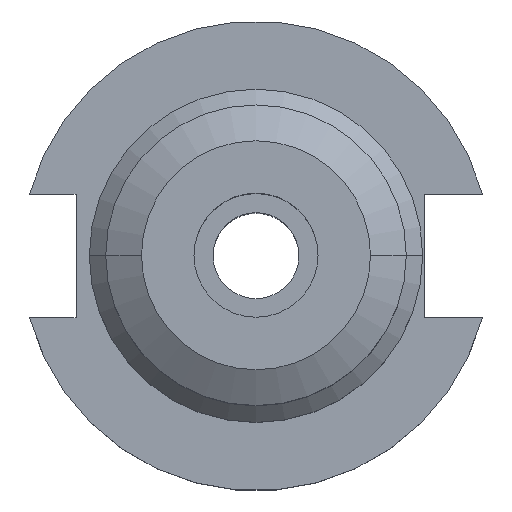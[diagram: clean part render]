
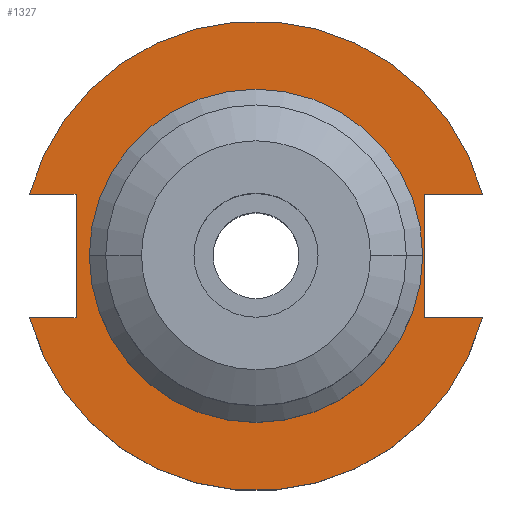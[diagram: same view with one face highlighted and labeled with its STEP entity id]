
A CAD part, top view. The second image highlights one B-rep face of the part: STEP entity #1327.
In plain terms, the highlighted planar face has unit normal (0, 0, 1).
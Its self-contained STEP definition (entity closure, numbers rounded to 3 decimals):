
#7 = EDGE_CURVE ( 'NONE', #260, #633, #1575, .T. ) ;
#17 = VERTEX_POINT ( 'NONE', #1642 ) ;
#49 = ORIENTED_EDGE ( 'NONE', *, *, #74, .F. ) ;
#74 = EDGE_CURVE ( 'NONE', #1778, #1460, #1970, .T. ) ;
#75 = DIRECTION ( 'NONE',  ( 0., 0., 1. ) ) ;
#100 = VERTEX_POINT ( 'NONE', #1093 ) ;
#130 = DIRECTION ( 'NONE',  ( 1., 0., 0. ) ) ;
#133 = CARTESIAN_POINT ( 'NONE',  ( 34.925, 0., 19.05 ) ) ;
#148 = EDGE_CURVE ( 'NONE', #100, #885, #463, .T. ) ;
#170 = CARTESIAN_POINT ( 'NONE',  ( 35.306, 12.954, 19.05 ) ) ;
#172 = ORIENTED_EDGE ( 'NONE', *, *, #299, .T. ) ;
#179 = CARTESIAN_POINT ( 'NONE',  ( 35.306, 12.954, 19.05 ) ) ;
#185 = AXIS2_PLACEMENT_3D ( 'NONE', #534, #75, #1942 ) ;
#192 = VECTOR ( 'NONE', #1286, 1000. ) ;
#194 = DIRECTION ( 'NONE',  ( 1., 0., 0. ) ) ;
#211 = AXIS2_PLACEMENT_3D ( 'NONE', #1197, #1984, #1210 ) ;
#217 = VECTOR ( 'NONE', #1540, 1000. ) ;
#224 = PLANE ( 'NONE',  #1288 ) ;
#251 = CARTESIAN_POINT ( 'NONE',  ( -37.719, -12.954, 19.05 ) ) ;
#260 = VERTEX_POINT ( 'NONE', #133 ) ;
#299 = EDGE_CURVE ( 'NONE', #1074, #17, #1675, .T. ) ;
#302 = CARTESIAN_POINT ( 'NONE',  ( -37.719, 12.954, 19.05 ) ) ;
#316 = ORIENTED_EDGE ( 'NONE', *, *, #7, .F. ) ;
#374 = CARTESIAN_POINT ( 'NONE',  ( -47.477, 12.954, 19.05 ) ) ;
#392 = ORIENTED_EDGE ( 'NONE', *, *, #608, .F. ) ;
#401 = DIRECTION ( 'NONE',  ( 1., 0., 0. ) ) ;
#463 = LINE ( 'NONE', #1202, #660 ) ;
#467 = EDGE_CURVE ( 'NONE', #1585, #885, #1750, .T. ) ;
#489 = EDGE_CURVE ( 'NONE', #633, #260, #705, .T. ) ;
#534 = CARTESIAN_POINT ( 'NONE',  ( 0., 0., 19.05 ) ) ;
#608 = EDGE_CURVE ( 'NONE', #1074, #1551, #1163, .T. ) ;
#633 = VERTEX_POINT ( 'NONE', #932 ) ;
#634 = LINE ( 'NONE', #302, #217 ) ;
#638 = EDGE_CURVE ( 'NONE', #1551, #100, #634, .T. ) ;
#660 = VECTOR ( 'NONE', #735, 1000. ) ;
#705 = CIRCLE ( 'NONE', #211, 34.925 ) ;
#722 = LINE ( 'NONE', #848, #1669 ) ;
#735 = DIRECTION ( 'NONE',  ( -1., 0., 0. ) ) ;
#738 = EDGE_CURVE ( 'NONE', #1585, #1778, #722, .T. ) ;
#749 = ORIENTED_EDGE ( 'NONE', *, *, #148, .F. ) ;
#757 = CARTESIAN_POINT ( 'NONE',  ( 47.477, 12.954, 19.05 ) ) ;
#779 = CARTESIAN_POINT ( 'NONE',  ( -63.719, -12.954, 19.05 ) ) ;
#808 = VECTOR ( 'NONE', #130, 1000. ) ;
#848 = CARTESIAN_POINT ( 'NONE',  ( 35.306, 12.954, 19.05 ) ) ;
#882 = CARTESIAN_POINT ( 'NONE',  ( -47.477, -12.954, 19.05 ) ) ;
#885 = VERTEX_POINT ( 'NONE', #374 ) ;
#932 = CARTESIAN_POINT ( 'NONE',  ( -34.925, 0., 19.05 ) ) ;
#1000 = DIRECTION ( 'NONE',  ( 0., 0., 1. ) ) ;
#1002 = FACE_BOUND ( 'NONE', #1995, .T. ) ;
#1022 = ORIENTED_EDGE ( 'NONE', *, *, #738, .F. ) ;
#1034 = ORIENTED_EDGE ( 'NONE', *, *, #489, .F. ) ;
#1074 = VERTEX_POINT ( 'NONE', #882 ) ;
#1093 = CARTESIAN_POINT ( 'NONE',  ( -37.719, 12.954, 19.05 ) ) ;
#1155 = DIRECTION ( 'NONE',  ( -1., 0., 0. ) ) ;
#1163 = LINE ( 'NONE', #779, #1878 ) ;
#1197 = CARTESIAN_POINT ( 'NONE',  ( 0., 0., 19.05 ) ) ;
#1202 = CARTESIAN_POINT ( 'NONE',  ( -63.719, 12.954, 19.05 ) ) ;
#1204 = DIRECTION ( 'NONE',  ( 0., 0., 1. ) ) ;
#1210 = DIRECTION ( 'NONE',  ( 1., 0., 0. ) ) ;
#1275 = CARTESIAN_POINT ( 'NONE',  ( 0., 0., 19.05 ) ) ;
#1286 = DIRECTION ( 'NONE',  ( 0., -1., 0. ) ) ;
#1288 = AXIS2_PLACEMENT_3D ( 'NONE', #1780, #1000, #401 ) ;
#1321 = ORIENTED_EDGE ( 'NONE', *, *, #1657, .F. ) ;
#1327 = ADVANCED_FACE ( 'NONE', ( #1002, #1337 ), #224, .T. ) ;
#1337 = FACE_OUTER_BOUND ( 'NONE', #1736, .T. ) ;
#1356 = CARTESIAN_POINT ( 'NONE',  ( 0., 0., 19.05 ) ) ;
#1399 = ORIENTED_EDGE ( 'NONE', *, *, #638, .F. ) ;
#1416 = ORIENTED_EDGE ( 'NONE', *, *, #467, .T. ) ;
#1460 = VERTEX_POINT ( 'NONE', #1497 ) ;
#1497 = CARTESIAN_POINT ( 'NONE',  ( 35.306, -12.954, 19.05 ) ) ;
#1540 = DIRECTION ( 'NONE',  ( 0., 1., 0. ) ) ;
#1550 = CARTESIAN_POINT ( 'NONE',  ( 35.306, -12.954, 19.05 ) ) ;
#1551 = VERTEX_POINT ( 'NONE', #251 ) ;
#1575 = CIRCLE ( 'NONE', #185, 34.925 ) ;
#1585 = VERTEX_POINT ( 'NONE', #757 ) ;
#1642 = CARTESIAN_POINT ( 'NONE',  ( 47.477, -12.954, 19.05 ) ) ;
#1657 = EDGE_CURVE ( 'NONE', #1460, #17, #1941, .T. ) ;
#1669 = VECTOR ( 'NONE', #1155, 1000. ) ;
#1675 = CIRCLE ( 'NONE', #1714, 49.212 ) ;
#1714 = AXIS2_PLACEMENT_3D ( 'NONE', #1275, #1889, #194 ) ;
#1736 = EDGE_LOOP ( 'NONE', ( #172, #1321, #49, #1022, #1416, #749, #1399, #392 ) ) ;
#1750 = CIRCLE ( 'NONE', #1813, 49.212 ) ;
#1778 = VERTEX_POINT ( 'NONE', #179 ) ;
#1780 = CARTESIAN_POINT ( 'NONE',  ( 0., 49.212, 19.05 ) ) ;
#1813 = AXIS2_PLACEMENT_3D ( 'NONE', #1356, #1204, #1991 ) ;
#1872 = DIRECTION ( 'NONE',  ( 1., 0., 0. ) ) ;
#1878 = VECTOR ( 'NONE', #1872, 1000. ) ;
#1889 = DIRECTION ( 'NONE',  ( 0., 0., 1. ) ) ;
#1941 = LINE ( 'NONE', #1550, #808 ) ;
#1942 = DIRECTION ( 'NONE',  ( 1., 0., 0. ) ) ;
#1970 = LINE ( 'NONE', #170, #192 ) ;
#1984 = DIRECTION ( 'NONE',  ( 0., 0., 1. ) ) ;
#1991 = DIRECTION ( 'NONE',  ( 1., 0., 0. ) ) ;
#1995 = EDGE_LOOP ( 'NONE', ( #316, #1034 ) ) ;
